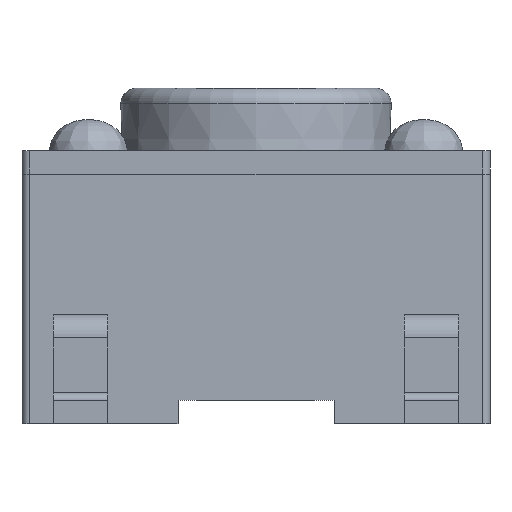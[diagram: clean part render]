
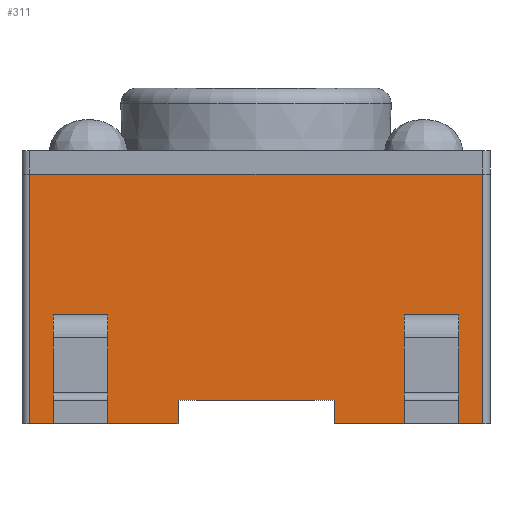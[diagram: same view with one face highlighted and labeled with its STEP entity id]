
A CAD part, left-side view. The second image highlights one B-rep face of the part: STEP entity #311.
In plain terms, the highlighted planar face has unit normal (-1, 0, 0).
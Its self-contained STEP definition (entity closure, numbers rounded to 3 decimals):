
#311=ADVANCED_FACE('',(#1259),#1261,.T.);
#1259=FACE_BOUND('',#1260,.T.);
#1260=EDGE_LOOP('',(#2489,#2490,#2491,#2492,#2493,#2494,#2495,#2496));
#1261=PLANE('',#1262);
#1262=AXIS2_PLACEMENT_3D('',#1263,#1264,#1265);
#1263=CARTESIAN_POINT('',(-3.,2.9,0.));
#1264=DIRECTION('',(-1.,0.,0.));
#1265=DIRECTION('',(0.,-1.,0.));
#2489=ORIENTED_EDGE('',*,*,#2905,.T.);
#2490=ORIENTED_EDGE('',*,*,#2903,.T.);
#2491=ORIENTED_EDGE('',*,*,#2910,.T.);
#2492=ORIENTED_EDGE('',*,*,#2911,.F.);
#2493=ORIENTED_EDGE('',*,*,#2912,.F.);
#2494=ORIENTED_EDGE('',*,*,#2891,.T.);
#2495=ORIENTED_EDGE('',*,*,#2897,.T.);
#2496=ORIENTED_EDGE('',*,*,#2873,.T.);
#2873=EDGE_CURVE('',#3137,#3135,#3138,.T.);
#2891=EDGE_CURVE('',#3166,#3164,#3167,.T.);
#2897=EDGE_CURVE('',#3164,#3137,#3176,.F.);
#2903=EDGE_CURVE('',#3187,#3185,#3188,.T.);
#2905=EDGE_CURVE('',#3135,#3187,#3190,.F.);
#2910=EDGE_CURVE('',#3185,#3197,#3198,.T.);
#2911=EDGE_CURVE('',#3199,#3197,#3200,.T.);
#2912=EDGE_CURVE('',#3166,#3199,#3201,.T.);
#3135=VERTEX_POINT('',#3607);
#3137=VERTEX_POINT('',#3611);
#3138=LINE('',#3612,#3613);
#3164=VERTEX_POINT('',#3672);
#3166=VERTEX_POINT('',#3676);
#3167=LINE('',#3677,#3678);
#3176=LINE('',#3700,#3701);
#3185=VERTEX_POINT('',#3720);
#3187=VERTEX_POINT('',#3725);
#3188=LINE('',#3726,#3727);
#3190=LINE('',#3732,#3733);
#3197=VERTEX_POINT('',#3749);
#3198=LINE('',#3750,#3751);
#3199=VERTEX_POINT('',#3753);
#3200=LINE('',#3754,#3755);
#3201=LINE('',#3757,#3758);
#3607=CARTESIAN_POINT('',(-3.,-1.,0.3));
#3611=CARTESIAN_POINT('',(-3.,1.,0.3));
#3612=CARTESIAN_POINT('',(-3.,1.,0.3));
#3613=VECTOR('',#3614,1.);
#3614=DIRECTION('',(0.,-1.,0.));
#3672=CARTESIAN_POINT('',(-3.,1.,0.));
#3676=CARTESIAN_POINT('',(-3.,2.9,0.));
#3677=CARTESIAN_POINT('',(-3.,2.9,0.));
#3678=VECTOR('',#3679,1.);
#3679=DIRECTION('',(0.,-1.,0.));
#3700=CARTESIAN_POINT('',(-3.,1.,0.3));
#3701=VECTOR('',#3702,1.);
#3702=DIRECTION('',(0.,0.,-1.));
#3720=CARTESIAN_POINT('',(-3.,-2.9,0.));
#3725=CARTESIAN_POINT('',(-3.,-1.,0.));
#3726=CARTESIAN_POINT('',(-3.,-1.,0.));
#3727=VECTOR('',#3728,1.);
#3728=DIRECTION('',(0.,-1.,0.));
#3732=CARTESIAN_POINT('',(-3.,-1.,0.));
#3733=VECTOR('',#3734,1.);
#3734=DIRECTION('',(0.,0.,1.));
#3749=CARTESIAN_POINT('',(-3.,-2.9,3.2));
#3750=CARTESIAN_POINT('',(-3.,-2.9,0.));
#3751=VECTOR('',#3752,1.);
#3752=DIRECTION('',(0.,0.,1.));
#3753=CARTESIAN_POINT('',(-3.,2.9,3.2));
#3754=CARTESIAN_POINT('',(-3.,2.9,3.2));
#3755=VECTOR('',#3756,1.);
#3756=DIRECTION('',(0.,-1.,0.));
#3757=CARTESIAN_POINT('',(-3.,2.9,0.));
#3758=VECTOR('',#3759,1.);
#3759=DIRECTION('',(0.,0.,1.));
